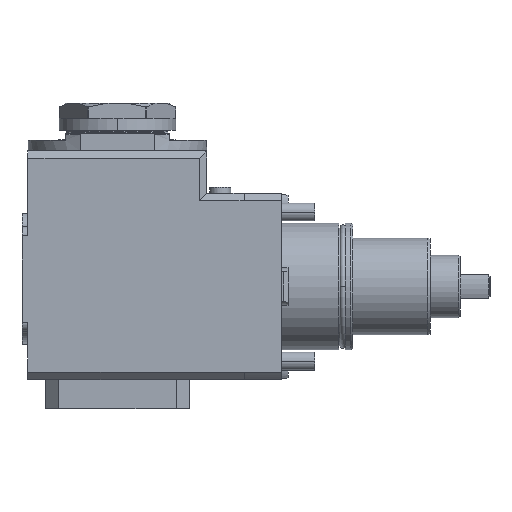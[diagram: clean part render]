
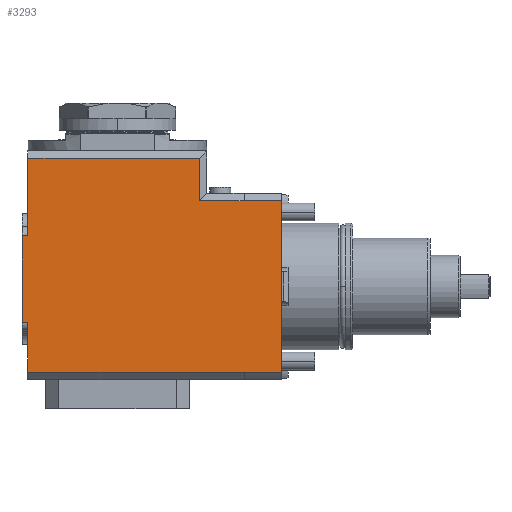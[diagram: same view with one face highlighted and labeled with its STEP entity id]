
A CAD part, front view. The second image highlights one B-rep face of the part: STEP entity #3293.
In plain terms, the highlighted planar face has unit normal (0, -1, 0).
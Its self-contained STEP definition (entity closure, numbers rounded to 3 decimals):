
#89=DIRECTION('',(0.,0.,-1.));
#90=VECTOR('',#89,0.109);
#91=CARTESIAN_POINT('',(-25.,-62.5,-57.5));
#92=LINE('',#91,#90);
#97=DIRECTION('',(0.,0.,1.));
#98=VECTOR('',#97,33.5);
#99=CARTESIAN_POINT('',(-170.,-62.5,-57.5));
#100=LINE('',#99,#98);
#101=DIRECTION('',(1.,0.,0.));
#102=VECTOR('',#101,4.);
#103=CARTESIAN_POINT('',(-174.,-62.5,-24.));
#104=LINE('',#103,#102);
#105=DIRECTION('',(1.,0.,0.));
#106=VECTOR('',#105,4.);
#107=CARTESIAN_POINT('',(-174.,-62.5,34.));
#108=LINE('',#107,#106);
#109=DIRECTION('',(0.,0.,1.));
#110=VECTOR('',#109,52.);
#111=CARTESIAN_POINT('',(-170.,-62.5,34.));
#112=LINE('',#111,#110);
#113=DIRECTION('',(-1.,0.,0.));
#114=VECTOR('',#113,115.);
#115=CARTESIAN_POINT('',(-55.,-62.5,86.));
#116=LINE('',#115,#114);
#117=DIRECTION('',(0.,0.,1.));
#118=VECTOR('',#117,28.5);
#119=CARTESIAN_POINT('',(-55.,-62.5,57.5));
#120=LINE('',#119,#118);
#121=DIRECTION('',(-1.,0.,0.));
#122=VECTOR('',#121,30.);
#123=CARTESIAN_POINT('',(-25.,-62.5,57.5));
#124=LINE('',#123,#122);
#125=DIRECTION('',(-1.,0.,0.));
#126=VECTOR('',#125,25.);
#127=CARTESIAN_POINT('',(0.,-62.5,57.609));
#128=LINE('',#127,#126);
#129=DIRECTION('',(-1.,0.,0.));
#130=VECTOR('',#129,25.);
#131=CARTESIAN_POINT('',(0.,-62.5,-57.609));
#132=LINE('',#131,#130);
#133=DIRECTION('',(1.,0.,0.));
#134=VECTOR('',#133,145.);
#135=CARTESIAN_POINT('',(-170.,-62.5,-57.5));
#136=LINE('',#135,#134);
#345=DIRECTION('',(0.,0.,1.));
#346=VECTOR('',#345,58.);
#347=CARTESIAN_POINT('',(-174.,-62.5,-24.));
#348=LINE('',#347,#346);
#743=DIRECTION('',(0.,0.,-1.));
#744=VECTOR('',#743,115.217);
#745=CARTESIAN_POINT('',(0.,-62.5,57.609));
#746=LINE('',#745,#744);
#895=DIRECTION('',(0.,0.,-1.));
#896=VECTOR('',#895,0.109);
#897=CARTESIAN_POINT('',(-25.,-62.5,57.609));
#898=LINE('',#897,#896);
#2506=CARTESIAN_POINT('',(-170.,-62.5,-57.5));
#2508=VERTEX_POINT('',#2506);
#2513=CARTESIAN_POINT('',(-55.,-62.5,57.5));
#2514=VERTEX_POINT('',#2513);
#2525=CARTESIAN_POINT('',(-170.,-62.5,86.));
#2527=VERTEX_POINT('',#2525);
#2531=CARTESIAN_POINT('',(-55.,-62.5,86.));
#2532=VERTEX_POINT('',#2531);
#2563=CARTESIAN_POINT('',(0.,-62.5,57.609));
#2564=CARTESIAN_POINT('',(0.,-62.5,-57.609));
#2565=VERTEX_POINT('',#2563);
#2566=VERTEX_POINT('',#2564);
#2571=CARTESIAN_POINT('',(-25.,-62.5,-57.609));
#2572=VERTEX_POINT('',#2571);
#2573=CARTESIAN_POINT('',(-25.,-62.5,57.609));
#2574=VERTEX_POINT('',#2573);
#2605=CARTESIAN_POINT('',(-25.,-62.5,-57.5));
#2607=VERTEX_POINT('',#2605);
#2613=CARTESIAN_POINT('',(-25.,-62.5,57.5));
#2615=VERTEX_POINT('',#2613);
#2848=CARTESIAN_POINT('',(-174.,-62.5,-24.));
#2850=VERTEX_POINT('',#2848);
#2851=CARTESIAN_POINT('',(-174.,-62.5,34.));
#2853=VERTEX_POINT('',#2851);
#2887=CARTESIAN_POINT('',(-170.,-62.5,-24.));
#2888=VERTEX_POINT('',#2887);
#2889=CARTESIAN_POINT('',(-170.,-62.5,34.));
#2890=VERTEX_POINT('',#2889);
#3260=CARTESIAN_POINT('',(-25.,-62.5,0.));
#3261=DIRECTION('',(0.,1.,0.));
#3262=DIRECTION('',(0.,0.,-1.));
#3263=AXIS2_PLACEMENT_3D('',#3260,#3261,#3262);
#3264=PLANE('',#3263);
#3266=ORIENTED_EDGE('',*,*,#3265,.T.);
#3268=ORIENTED_EDGE('',*,*,#3267,.F.);
#3270=ORIENTED_EDGE('',*,*,#3269,.T.);
#3272=ORIENTED_EDGE('',*,*,#3271,.T.);
#3274=ORIENTED_EDGE('',*,*,#3273,.T.);
#3276=ORIENTED_EDGE('',*,*,#3275,.F.);
#3278=ORIENTED_EDGE('',*,*,#3277,.F.);
#3280=ORIENTED_EDGE('',*,*,#3279,.F.);
#3282=ORIENTED_EDGE('',*,*,#3281,.F.);
#3284=ORIENTED_EDGE('',*,*,#3283,.F.);
#3286=ORIENTED_EDGE('',*,*,#3285,.T.);
#3288=ORIENTED_EDGE('',*,*,#3287,.T.);
#3289=ORIENTED_EDGE('',*,*,#3252,.F.);
#3290=ORIENTED_EDGE('',*,*,#3241,.F.);
#3291=EDGE_LOOP('',(#3266,#3268,#3270,#3272,#3274,#3276,#3278,#3280,#3282,#3284,
#3286,#3288,#3289,#3290));
#3292=FACE_OUTER_BOUND('',#3291,.F.);
#3293=ADVANCED_FACE('',(#3292),#3264,.F.);
#3241=EDGE_CURVE('',#2508,#2607,#136,.T.);
#3252=EDGE_CURVE('',#2607,#2572,#92,.T.);
#3265=EDGE_CURVE('',#2508,#2888,#100,.T.);
#3267=EDGE_CURVE('',#2850,#2888,#104,.T.);
#3269=EDGE_CURVE('',#2850,#2853,#348,.T.);
#3271=EDGE_CURVE('',#2853,#2890,#108,.T.);
#3273=EDGE_CURVE('',#2890,#2527,#112,.T.);
#3275=EDGE_CURVE('',#2532,#2527,#116,.T.);
#3277=EDGE_CURVE('',#2514,#2532,#120,.T.);
#3279=EDGE_CURVE('',#2615,#2514,#124,.T.);
#3281=EDGE_CURVE('',#2574,#2615,#898,.T.);
#3283=EDGE_CURVE('',#2565,#2574,#128,.T.);
#3285=EDGE_CURVE('',#2565,#2566,#746,.T.);
#3287=EDGE_CURVE('',#2566,#2572,#132,.T.);
